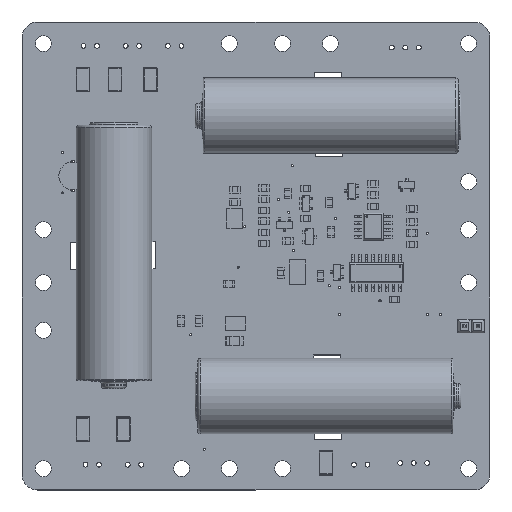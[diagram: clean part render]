
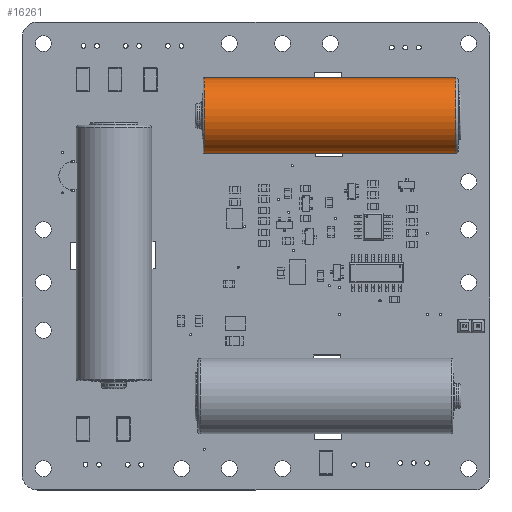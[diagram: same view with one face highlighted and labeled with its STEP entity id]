
A CAD part, top view. The second image highlights one B-rep face of the part: STEP entity #16261.
In plain terms, the highlighted cylindrical face has radius 7.1 mm (diameter 14.2 mm), a full revolution.
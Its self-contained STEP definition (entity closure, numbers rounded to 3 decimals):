
#2444=FACE_OUTER_BOUND('',#3473,.T.);
#3473=EDGE_LOOP('',(#14967,#14968,#14969,#14970));
#5099=LINE('',#26675,#6740);
#6740=VECTOR('',#22119,7.1);
#7296=CIRCLE('',#17820,7.1);
#7299=CIRCLE('',#17824,7.1);
#8657=VERTEX_POINT('',#26667);
#8659=VERTEX_POINT('',#26673);
#10774=EDGE_CURVE('',#8657,#8657,#7296,.T.);
#10777=EDGE_CURVE('',#8659,#8659,#7299,.T.);
#10778=EDGE_CURVE('',#8659,#8657,#5099,.T.);
#14967=ORIENTED_EDGE('',*,*,#10777,.F.);
#14968=ORIENTED_EDGE('',*,*,#10778,.T.);
#14969=ORIENTED_EDGE('',*,*,#10774,.T.);
#14970=ORIENTED_EDGE('',*,*,#10778,.F.);
#15454=CYLINDRICAL_SURFACE('',#17823,7.1);
#16261=ADVANCED_FACE('',(#2444),#15454,.T.);
#17820=AXIS2_PLACEMENT_3D('',#26668,#22109,#22110);
#17823=AXIS2_PLACEMENT_3D('',#26672,#22115,#22116);
#17824=AXIS2_PLACEMENT_3D('',#26674,#22117,#22118);
#22109=DIRECTION('center_axis',(1.,0.,0.));
#22110=DIRECTION('ref_axis',(0.,0.,
-1.));
#22115=DIRECTION('center_axis',(1.,0.,0.));
#22116=DIRECTION('ref_axis',(0.,0.,
-1.));
#22117=DIRECTION('center_axis',(1.,0.,0.));
#22118=DIRECTION('ref_axis',(0.,0.,
-1.));
#22119=DIRECTION('',(-1.,0.,0.));
#26667=CARTESIAN_POINT('',(-23.287,-0.256,14.2));
#26668=CARTESIAN_POINT('Origin',(-23.287,-0.256,7.1));
#26672=CARTESIAN_POINT('Origin',(25.013,-0.256,7.1));
#26673=CARTESIAN_POINT('',(24.013,-0.256,14.2));
#26674=CARTESIAN_POINT('Origin',(24.013,-0.256,7.1));
#26675=CARTESIAN_POINT('',(25.013,-0.256,14.2));
